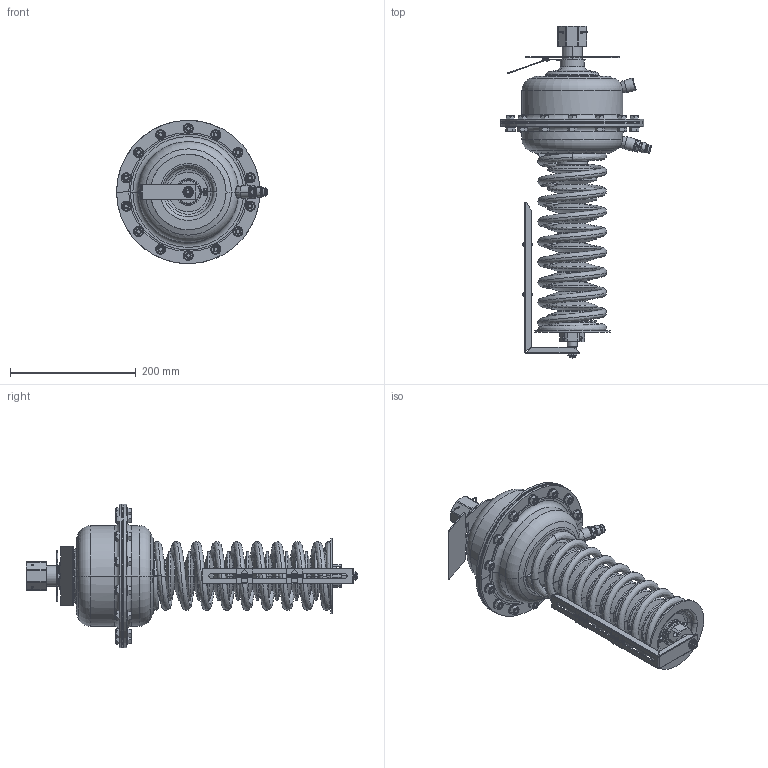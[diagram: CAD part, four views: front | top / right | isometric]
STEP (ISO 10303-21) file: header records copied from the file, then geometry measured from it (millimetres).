
FILE_DESCRIPTION((''),'2;1');
FILE_NAME('003G5629_AFD2_PN16_160CM2_ASM','2021-08-25T14:36:49',('U240466'),('Danfoss'),'CREO PARAMETRIC BY PTC INC, 2020342','CREO PARAMETRIC BY PTC INC, 2020342','');
FILE_SCHEMA(('CONFIG_CONTROL_DESIGN'));
Products named in the file (67): 88670070_HOUSING160_PN16_MINUS_; 88673400_TUBE_FI38X10X62_MINU_2; 88671660_PRESSURE_CONNECTO-5378; WELD_PRESS_CON_4MM_1; WELD_160_4MM_INST_AF0_1; WELD_160_4MM_2_INST_AF0_1; 88671470_COVER160_PN16_MINUS_AS_ASM; 52215720_PIN_FI5X25_DIN1473_A_3; 88673510_GASKET_PA_160_PN16_1; 88670060_HOUSING160_PN16_PLUS_A; 88671660_PRESSURE_CONNECT-17884; WELD_PRESS_CON_4MM_AF0_1; 88671460_COVER160_PN16_PLUS_ASM_ASM; 88670600_CONNECTING_NUT_G1_1__2; 88671040_SETTING_SPINDLE_PA_1_2; 5221571_1_1_2; 88670800_SETTING_NUT_IPA_1_1_2; 5521168_1_1_2_3_4_1; 5521168_1_1_2_3_4_2; 5521168_1_1_2_3_4_3; 5521168_1_1_2_3_4_4; 5521168_1_1_2_3_4_5; 5521168_1_1_2_3_4_6; 5521168_1_1_2_3_4_7; 5521168_1_1_2_3_4_8; 5521168_1_1_2_3_4_9; 5521168_1_1_2_3_4_10; 5521168_1_1_2_3_4_11; 5521168_1_1_2_3_4_12; 5521168_1_1_2_3_4_13; 5521168_1_1_2_3_4_14; 5521168_1_1_2_3_4_15; 5521168_1_1_2_3_4_16; 5521168_1_1_2_3_4_17; 5521168_1_1_2_3_4_18; 5521168_1_1_2_3_4_ASM; 88670300_SPRING_HOLDER_PA_1_1_2; 88673110_SPRING_COMPRESSION_R_2; 5454051_1_1_2; 88810370_LOCKING_SCREW_1_1_2 ...
Assembly tree (111 placements, depth 5):
  003G5629_AFD2_PN16_160CM2_ASM
    003G5629_AFD2_PN16_160CM2_ASM_1_ASM
      88671470_COVER160_PN16_MINUS_AS_ASM
        88670070_HOUSING160_PN16_MINUS_
        88673400_TUBE_FI38X10X62_MINU_2
        88671660_PRESSURE_CONNECTO-5378
        WELD_PRESS_CON_4MM_1
        WELD_160_4MM_INST_AF0_1
        WELD_160_4MM_2_INST_AF0_1
      52215720_PIN_FI5X25_DIN1473_A_3
      88673510_GASKET_PA_160_PN16_1  x2
      88671460_COVER160_PN16_PLUS_ASM_ASM
        88670060_HOUSING160_PN16_PLUS_A
        88671660_PRESSURE_CONNECT-17884
        WELD_PRESS_CON_4MM_AF0_1
      88670600_CONNECTING_NUT_G1_1__2
      88671040_SETTING_SPINDLE_PA_1_2
      5221571_1_1_2
      88670800_SETTING_NUT_IPA_1_1_2
      5521168_1_1_2_3_4_ASM
        5521168_1_1_2_3_4_1
        5521168_1_1_2_3_4_2
        5521168_1_1_2_3_4_3
        5521168_1_1_2_3_4_4
        5521168_1_1_2_3_4_5
        5521168_1_1_2_3_4_6
        5521168_1_1_2_3_4_7
        5521168_1_1_2_3_4_8
        5521168_1_1_2_3_4_9
        5521168_1_1_2_3_4_10
        5521168_1_1_2_3_4_11
        5521168_1_1_2_3_4_12
        5521168_1_1_2_3_4_13
        5521168_1_1_2_3_4_14
        5521168_1_1_2_3_4_15
        5521168_1_1_2_3_4_16
        5521168_1_1_2_3_4_17
        5521168_1_1_2_3_4_18
      88670300_SPRING_HOLDER_PA_1_1_2
      88673110_SPRING_COMPRESSION_R_2
      5454051_1_1_2
      88810370_LOCKING_SCREW_1_1_2
      88630620_TUBE_CONN_D1_0_DA_00_1_ASM
        8863078_ASM_1_1_2_ASM
          WALTER_CONNECTION_1_1_2
          WALTER_PROFILE_RING_1_1_2
        88630310_ORIFICE_D1_0_DA_00_1_1
      3220149_1_1_2
      5212006_1_1_2
      88630290_1_1_2
      51817250_1_1_2
      54590640_1_1_2  x2
      55511011_1_1_2
      8867345_SCALE_HOLDER_PA_1_1_2
      8867348_SETTING_SCALE_PA_1_1_2  x2
      88673470_SQUARE_NUT_HOLDER_PA_3  x2
      88673820_1_1_2
      88673810_LABEL_PLATE_PA_1_1_2
      51817260_SCREW_BN33_1_1_2  x2
      88674300_RUBBER_BELLOW_AF88_1
Bounding box: 239.89 x 527.7 x 228 mm (x, y, z)
Volume: 1294818.4 mm3; surface area: 884822.5 mm2
Topology: 105 solids, 105 shells, 2759 faces, 6786 edges, 4173 vertices
Faces by surface type: cone 774, plane 774, cylinder 687, torus 370, sphere 84, bspline 68, revolution 2
Entity records: 90349 total; most frequent: CARTESIAN_POINT 44664, DIRECTION 10353, ORIENTED_EDGE 8960, AXIS2_PLACEMENT_3D 4535, EDGE_CURVE 4480, VERTEX_POINT 2862, CIRCLE 2549, EDGE_LOOP 1966
